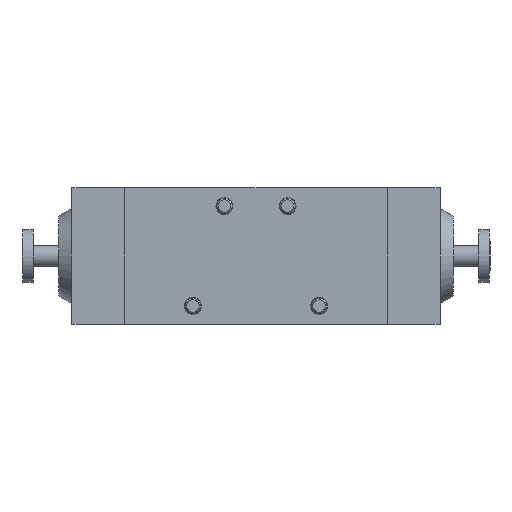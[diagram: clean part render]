
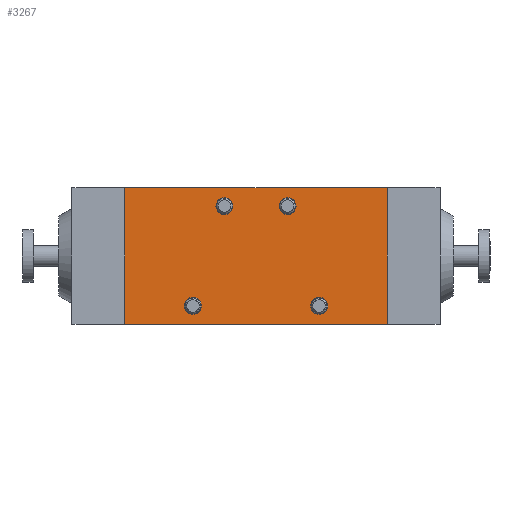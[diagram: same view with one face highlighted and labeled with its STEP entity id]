
A CAD part, front view. The second image highlights one B-rep face of the part: STEP entity #3267.
In plain terms, the highlighted planar face has unit normal (0, -1, 0).
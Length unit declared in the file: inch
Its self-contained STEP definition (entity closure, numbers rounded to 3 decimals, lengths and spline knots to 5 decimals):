
#39 = AXIS2_PLACEMENT_3D ( 'NONE', #5216, #21456, #15475 ) ;
#97 = EDGE_LOOP ( 'NONE', ( #3721, #3760 ) ) ;
#301 = EDGE_CURVE ( 'NONE', #24850, #21552, #4522, .T. ) ;
#473 = CARTESIAN_POINT ( 'NONE',  ( -0.94488, 0., -0.74803 ) ) ;
#837 = ORIENTED_EDGE ( 'NONE', *, *, #301, .T. ) ;
#1026 = VECTOR ( 'NONE', #17104, 39.37008 ) ;
#1091 = CARTESIAN_POINT ( 'NONE',  ( 0.94488, 0., -0.74803 ) ) ;
#1101 = DIRECTION ( 'NONE',  ( 0., 1., 0. ) ) ;
#1998 = VERTEX_POINT ( 'NONE', #10825 ) ;
#2390 = AXIS2_PLACEMENT_3D ( 'NONE', #4534, #12782, #16911 ) ;
#2727 = LINE ( 'NONE', #4854, #1026 ) ;
#2758 = CIRCLE ( 'NONE', #4449, 0.12795 ) ;
#3245 = FACE_BOUND ( 'NONE', #97, .T. ) ;
#3267 = ADVANCED_FACE ( 'NONE', ( #19868, #3245, #11221, #15742, #5365 ), #7341, .F. ) ;
#3343 = CARTESIAN_POINT ( 'NONE',  ( -0.94488, 0., -0.62008 ) ) ;
#3605 = EDGE_LOOP ( 'NONE', ( #21378, #20672 ) ) ;
#3721 = ORIENTED_EDGE ( 'NONE', *, *, #24540, .T. ) ;
#3760 = ORIENTED_EDGE ( 'NONE', *, *, #12466, .T. ) ;
#3927 = AXIS2_PLACEMENT_3D ( 'NONE', #473, #24835, #8445 ) ;
#4449 = AXIS2_PLACEMENT_3D ( 'NONE', #13208, #11339, #19464 ) ;
#4522 = LINE ( 'NONE', #24609, #7355 ) ;
#4534 = CARTESIAN_POINT ( 'NONE',  ( 0.47244, 0., 0.74803 ) ) ;
#4854 = CARTESIAN_POINT ( 'NONE',  ( -1.9685, 0., 1.02362 ) ) ;
#5075 = VECTOR ( 'NONE', #19920, 39.37008 ) ;
#5113 = VERTEX_POINT ( 'NONE', #22861 ) ;
#5137 = AXIS2_PLACEMENT_3D ( 'NONE', #22927, #12428, #20683 ) ;
#5216 = CARTESIAN_POINT ( 'NONE',  ( 0.47244, 0., 0.74803 ) ) ;
#5365 = FACE_OUTER_BOUND ( 'NONE', #18497, .T. ) ;
#5411 = ORIENTED_EDGE ( 'NONE', *, *, #6690, .T. ) ;
#5876 = DIRECTION ( 'NONE',  ( 0., 0., -1. ) ) ;
#5948 = ORIENTED_EDGE ( 'NONE', *, *, #16455, .F. ) ;
#6690 = EDGE_CURVE ( 'NONE', #23334, #15012, #14997, .T. ) ;
#7341 = PLANE ( 'NONE',  #16686 ) ;
#7355 = VECTOR ( 'NONE', #18625, 39.37008 ) ;
#7731 = DIRECTION ( 'NONE',  ( 0., 0., -1. ) ) ;
#7771 = EDGE_CURVE ( 'NONE', #1998, #5113, #11219, .T. ) ;
#8041 = AXIS2_PLACEMENT_3D ( 'NONE', #16026, #26128, #14024 ) ;
#8445 = DIRECTION ( 'NONE',  ( 0., 0., -1. ) ) ;
#9205 = DIRECTION ( 'NONE',  ( 0., 1., 0. ) ) ;
#9392 = CARTESIAN_POINT ( 'NONE',  ( -1.9685, 0., -1.02362 ) ) ;
#10212 = CARTESIAN_POINT ( 'NONE',  ( -0.94488, 0., -0.87598 ) ) ;
#10378 = EDGE_CURVE ( 'NONE', #5113, #1998, #2758, .T. ) ;
#10825 = CARTESIAN_POINT ( 'NONE',  ( -0.47244, 0., 0.87598 ) ) ;
#11001 = CARTESIAN_POINT ( 'NONE',  ( 0.47244, 0., 0.87598 ) ) ;
#11210 = DIRECTION ( 'NONE',  ( 0., 0., -1. ) ) ;
#11219 = CIRCLE ( 'NONE', #26086, 0.12795 ) ;
#11221 = FACE_BOUND ( 'NONE', #25002, .T. ) ;
#11339 = DIRECTION ( 'NONE',  ( 0., 1., 0. ) ) ;
#12107 = LINE ( 'NONE', #24480, #18018 ) ;
#12428 = DIRECTION ( 'NONE',  ( 0., 1., 0. ) ) ;
#12466 = EDGE_CURVE ( 'NONE', #18994, #22411, #24904, .T. ) ;
#12598 = ORIENTED_EDGE ( 'NONE', *, *, #21532, .F. ) ;
#12782 = DIRECTION ( 'NONE',  ( 0., 1., 0. ) ) ;
#13087 = CARTESIAN_POINT ( 'NONE',  ( -0.47244, 0., 0.74803 ) ) ;
#13208 = CARTESIAN_POINT ( 'NONE',  ( -0.47244, 0., 0.74803 ) ) ;
#13210 = CIRCLE ( 'NONE', #39, 0.12795 ) ;
#13613 = ORIENTED_EDGE ( 'NONE', *, *, #13986, .T. ) ;
#13690 = AXIS2_PLACEMENT_3D ( 'NONE', #1091, #9205, #5876 ) ;
#13840 = CARTESIAN_POINT ( 'NONE',  ( 1.9685, 0., -1.02362 ) ) ;
#13939 = VERTEX_POINT ( 'NONE', #22474 ) ;
#13986 = EDGE_CURVE ( 'NONE', #13939, #24850, #12107, .T. ) ;
#14024 = DIRECTION ( 'NONE',  ( 0., 0., -1. ) ) ;
#14345 = ORIENTED_EDGE ( 'NONE', *, *, #19186, .T. ) ;
#14522 = CARTESIAN_POINT ( 'NONE',  ( 0.94488, 0., -0.87598 ) ) ;
#14694 = ORIENTED_EDGE ( 'NONE', *, *, #17877, .T. ) ;
#14790 = CARTESIAN_POINT ( 'NONE',  ( 0.47244, 0., 0.62008 ) ) ;
#14997 = CIRCLE ( 'NONE', #3927, 0.12795 ) ;
#15012 = VERTEX_POINT ( 'NONE', #10212 ) ;
#15475 = DIRECTION ( 'NONE',  ( 0., 0., -1. ) ) ;
#15742 = FACE_BOUND ( 'NONE', #25074, .T. ) ;
#16026 = CARTESIAN_POINT ( 'NONE',  ( 0.94488, 0., -0.74803 ) ) ;
#16455 = EDGE_CURVE ( 'NONE', #13939, #19003, #25637, .T. ) ;
#16686 = AXIS2_PLACEMENT_3D ( 'NONE', #17742, #1101, #7731 ) ;
#16911 = DIRECTION ( 'NONE',  ( 0., 0., -1. ) ) ;
#17104 = DIRECTION ( 'NONE',  ( 1., 0., 0. ) ) ;
#17501 = CIRCLE ( 'NONE', #13690, 0.12795 ) ;
#17742 = CARTESIAN_POINT ( 'NONE',  ( -1.9685, 0., -1.02362 ) ) ;
#17877 = EDGE_CURVE ( 'NONE', #18377, #20169, #18270, .T. ) ;
#18018 = VECTOR ( 'NONE', #26070, 39.37008 ) ;
#18270 = CIRCLE ( 'NONE', #8041, 0.12795 ) ;
#18377 = VERTEX_POINT ( 'NONE', #14522 ) ;
#18497 = EDGE_LOOP ( 'NONE', ( #837, #12598, #5948, #13613 ) ) ;
#18625 = DIRECTION ( 'NONE',  ( 0., 0., 1. ) ) ;
#18994 = VERTEX_POINT ( 'NONE', #11001 ) ;
#19003 = VERTEX_POINT ( 'NONE', #21915 ) ;
#19186 = EDGE_CURVE ( 'NONE', #15012, #23334, #24276, .T. ) ;
#19464 = DIRECTION ( 'NONE',  ( 0., 0., -1. ) ) ;
#19471 = DIRECTION ( 'NONE',  ( 0., 1., 0. ) ) ;
#19868 = FACE_BOUND ( 'NONE', #3605, .T. ) ;
#19920 = DIRECTION ( 'NONE',  ( 0., 0., 1. ) ) ;
#20169 = VERTEX_POINT ( 'NONE', #22997 ) ;
#20672 = ORIENTED_EDGE ( 'NONE', *, *, #7771, .T. ) ;
#20683 = DIRECTION ( 'NONE',  ( 0., 0., -1. ) ) ;
#20959 = CARTESIAN_POINT ( 'NONE',  ( 1.9685, 0., 1.02362 ) ) ;
#21378 = ORIENTED_EDGE ( 'NONE', *, *, #10378, .T. ) ;
#21456 = DIRECTION ( 'NONE',  ( 0., 1., 0. ) ) ;
#21532 = EDGE_CURVE ( 'NONE', #19003, #21552, #2727, .T. ) ;
#21552 = VERTEX_POINT ( 'NONE', #20959 ) ;
#21915 = CARTESIAN_POINT ( 'NONE',  ( -1.9685, 0., 1.02362 ) ) ;
#22411 = VERTEX_POINT ( 'NONE', #14790 ) ;
#22474 = CARTESIAN_POINT ( 'NONE',  ( -1.9685, 0., -1.02362 ) ) ;
#22861 = CARTESIAN_POINT ( 'NONE',  ( -0.47244, 0., 0.62008 ) ) ;
#22927 = CARTESIAN_POINT ( 'NONE',  ( -0.94488, 0., -0.74803 ) ) ;
#22997 = CARTESIAN_POINT ( 'NONE',  ( 0.94488, 0., -0.62008 ) ) ;
#23334 = VERTEX_POINT ( 'NONE', #3343 ) ;
#24276 = CIRCLE ( 'NONE', #5137, 0.12795 ) ;
#24480 = CARTESIAN_POINT ( 'NONE',  ( -1.9685, 0., -1.02362 ) ) ;
#24540 = EDGE_CURVE ( 'NONE', #22411, #18994, #13210, .T. ) ;
#24609 = CARTESIAN_POINT ( 'NONE',  ( 1.9685, 0., -1.02362 ) ) ;
#24835 = DIRECTION ( 'NONE',  ( 0., 1., 0. ) ) ;
#24850 = VERTEX_POINT ( 'NONE', #13840 ) ;
#24904 = CIRCLE ( 'NONE', #2390, 0.12795 ) ;
#25002 = EDGE_LOOP ( 'NONE', ( #14345, #5411 ) ) ;
#25027 = ORIENTED_EDGE ( 'NONE', *, *, #25573, .T. ) ;
#25074 = EDGE_LOOP ( 'NONE', ( #14694, #25027 ) ) ;
#25573 = EDGE_CURVE ( 'NONE', #20169, #18377, #17501, .T. ) ;
#25637 = LINE ( 'NONE', #9392, #5075 ) ;
#26070 = DIRECTION ( 'NONE',  ( 1., 0., 0. ) ) ;
#26086 = AXIS2_PLACEMENT_3D ( 'NONE', #13087, #19471, #11210 ) ;
#26128 = DIRECTION ( 'NONE',  ( 0., 1., 0. ) ) ;
